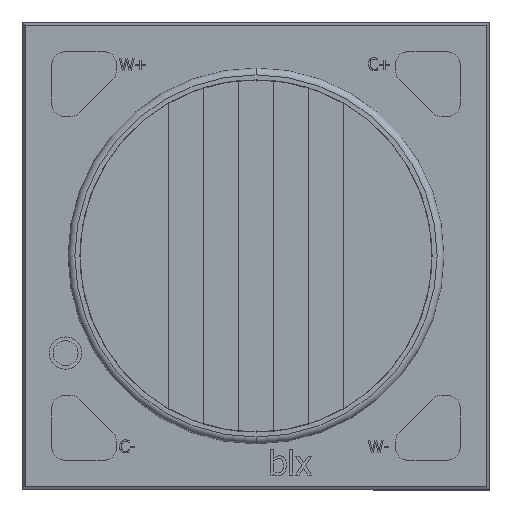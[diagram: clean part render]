
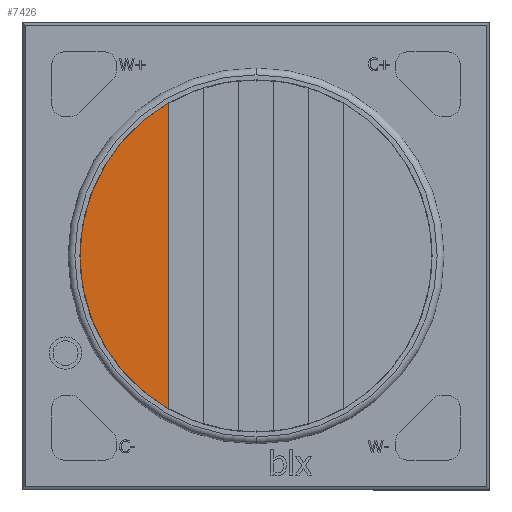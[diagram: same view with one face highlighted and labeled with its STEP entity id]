
A CAD part, top view. The second image highlights one B-rep face of the part: STEP entity #7426.
In plain terms, the highlighted planar face has unit normal (0, 0, 1).
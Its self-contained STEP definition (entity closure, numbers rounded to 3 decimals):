
#219 = DIRECTION ( 'NONE',  ( 0., 1., 0. ) ) ;
#408 = FACE_OUTER_BOUND ( 'NONE', #8689, .T. ) ;
#950 = ORIENTED_EDGE ( 'NONE', *, *, #5245, .F. ) ;
#1317 = AXIS2_PLACEMENT_3D ( 'NONE', #12334, #10226, #6550 ) ;
#1360 = PLANE ( 'NONE',  #7664 ) ;
#2195 = CIRCLE ( 'NONE', #1317, 7.075 ) ;
#2231 = VECTOR ( 'NONE', #6848, 1000. ) ;
#3500 = VERTEX_POINT ( 'NONE', #4651 ) ;
#3985 = DIRECTION ( 'NONE',  ( 0., 0., -1. ) ) ;
#4088 = VERTEX_POINT ( 'NONE', #8877 ) ;
#4651 = CARTESIAN_POINT ( 'NONE',  ( -3.5, -6.149, 1.545 ) ) ;
#5245 = EDGE_CURVE ( 'NONE', #4088, #3500, #5480, .T. ) ;
#5480 = LINE ( 'NONE', #7299, #2231 ) ;
#6550 = DIRECTION ( 'NONE',  ( 0., 1., 0. ) ) ;
#6848 = DIRECTION ( 'NONE',  ( 0., -1., 0. ) ) ;
#7299 = CARTESIAN_POINT ( 'NONE',  ( -3.5, 10.201, 1.545 ) ) ;
#7426 = ADVANCED_FACE ( 'NONE', ( #408 ), #1360, .F. ) ;
#7453 = ORIENTED_EDGE ( 'NONE', *, *, #8706, .F. ) ;
#7664 = AXIS2_PLACEMENT_3D ( 'NONE', #8095, #3985, #219 ) ;
#8095 = CARTESIAN_POINT ( 'NONE',  ( -7.075, 0., 1.545 ) ) ;
#8689 = EDGE_LOOP ( 'NONE', ( #7453, #950 ) ) ;
#8706 = EDGE_CURVE ( 'NONE', #3500, #4088, #2195, .T. ) ;
#8877 = CARTESIAN_POINT ( 'NONE',  ( -3.5, 6.149, 1.545 ) ) ;
#10226 = DIRECTION ( 'NONE',  ( 0., 0., -1. ) ) ;
#12334 = CARTESIAN_POINT ( 'NONE',  ( 0., 0., 1.545 ) ) ;
